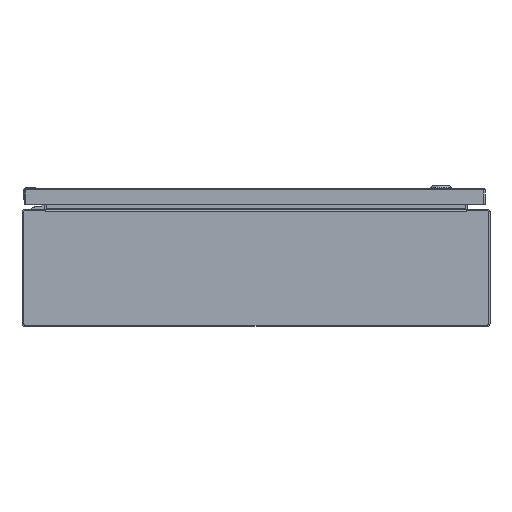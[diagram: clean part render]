
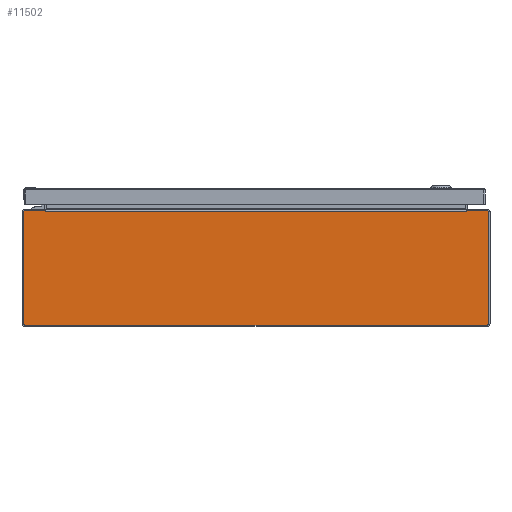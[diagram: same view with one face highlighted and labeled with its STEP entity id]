
A CAD part, front view. The second image highlights one B-rep face of the part: STEP entity #11502.
In plain terms, the highlighted planar face has unit normal (0, -1, 0).
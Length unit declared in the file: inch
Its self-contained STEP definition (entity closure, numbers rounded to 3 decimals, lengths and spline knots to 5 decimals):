
#748 = VERTEX_POINT ( 'NONE', #130165 ) ;
#2944 = DIRECTION ( 'NONE',  ( 1., 0., 0. ) ) ;
#4011 = LINE ( 'NONE', #162675, #61924 ) ;
#5115 = CIRCLE ( 'NONE', #29984, 0.08 ) ;
#7638 = DIRECTION ( 'NONE',  ( 0., 0., -1. ) ) ;
#8205 = VECTOR ( 'NONE', #41649, 39.37008 ) ;
#11502 = ADVANCED_FACE ( 'NONE', ( #136796 ), #164582, .T. ) ;
#13814 = CARTESIAN_POINT ( 'NONE',  ( -10.81836, -12., 2.91 ) ) ;
#13933 = CARTESIAN_POINT ( 'NONE',  ( 11.937, -12., 0. ) ) ;
#16937 = DIRECTION ( 'NONE',  ( 0., 0., -1. ) ) ;
#17380 = LINE ( 'NONE', #13933, #8205 ) ;
#18352 = CARTESIAN_POINT ( 'NONE',  ( -10.82312, -12., 2.937 ) ) ;
#18865 = VECTOR ( 'NONE', #152219, 39.37008 ) ;
#23329 = ORIENTED_EDGE ( 'NONE', *, *, #114528, .T. ) ;
#24316 = VECTOR ( 'NONE', #16937, 39.37008 ) ;
#25301 = CARTESIAN_POINT ( 'NONE',  ( 11.937, -12., 2.857 ) ) ;
#29632 = ORIENTED_EDGE ( 'NONE', *, *, #168189, .T. ) ;
#29984 = AXIS2_PLACEMENT_3D ( 'NONE', #162649, #71475, #126092 ) ;
#31782 = DIRECTION ( 'NONE',  ( 0., -1., 0. ) ) ;
#31887 = CARTESIAN_POINT ( 'NONE',  ( -11.857, -12., -2.937 ) ) ;
#32077 = CARTESIAN_POINT ( 'NONE',  ( 11.857, -12., 2.937 ) ) ;
#33757 = ORIENTED_EDGE ( 'NONE', *, *, #169072, .T. ) ;
#34861 = EDGE_LOOP ( 'NONE', ( #132063, #36758, #37215, #122714, #107929, #162453, #33757, #51377, #29632, #110277, #23329, #38892, #88603, #124574 ) ) ;
#35500 = VERTEX_POINT ( 'NONE', #62435 ) ;
#36758 = ORIENTED_EDGE ( 'NONE', *, *, #105259, .T. ) ;
#37215 = ORIENTED_EDGE ( 'NONE', *, *, #42610, .T. ) ;
#38892 = ORIENTED_EDGE ( 'NONE', *, *, #148145, .T. ) ;
#41254 = CARTESIAN_POINT ( 'NONE',  ( -11.857, -12., -2.857 ) ) ;
#41649 = DIRECTION ( 'NONE',  ( 0., 0., 1. ) ) ;
#42248 = DIRECTION ( 'NONE',  ( 0., 0., -1. ) ) ;
#42610 = EDGE_CURVE ( 'NONE', #86441, #118748, #43747, .T. ) ;
#42732 = VERTEX_POINT ( 'NONE', #18352 ) ;
#43578 = CARTESIAN_POINT ( 'NONE',  ( -10.80578, -12., 2.883 ) ) ;
#43747 = LINE ( 'NONE', #96665, #24316 ) ;
#45764 = CARTESIAN_POINT ( 'NONE',  ( 0., -12., 0. ) ) ;
#46367 = LINE ( 'NONE', #99301, #18865 ) ;
#47666 = VECTOR ( 'NONE', #106562, 39.37008 ) ;
#49919 = EDGE_CURVE ( 'NONE', #112367, #157327, #92179, .T. ) ;
#51377 = ORIENTED_EDGE ( 'NONE', *, *, #129780, .T. ) ;
#52500 = VERTEX_POINT ( 'NONE', #69920 ) ;
#54600 = EDGE_CURVE ( 'NONE', #118748, #112367, #80860, .T. ) ;
#56608 = VECTOR ( 'NONE', #120766, 39.37008 ) ;
#59106 = EDGE_CURVE ( 'NONE', #52500, #133241, #46367, .T. ) ;
#60858 = CARTESIAN_POINT ( 'NONE',  ( 11.857, -12., -2.937 ) ) ;
#61924 = VECTOR ( 'NONE', #121873, 39.37008 ) ;
#62435 = CARTESIAN_POINT ( 'NONE',  ( -10.8136, -12., 2.883 ) ) ;
#62907 = VECTOR ( 'NONE', #98675, 39.37008 ) ;
#68089 = AXIS2_PLACEMENT_3D ( 'NONE', #98735, #116008, #92554 ) ;
#69291 = LINE ( 'NONE', #148238, #90451 ) ;
#69915 = CARTESIAN_POINT ( 'NONE',  ( -11.857, -12., 2.857 ) ) ;
#69920 = CARTESIAN_POINT ( 'NONE',  ( 10.82312, -12., 2.937 ) ) ;
#71475 = DIRECTION ( 'NONE',  ( 0., -1., 0. ) ) ;
#75340 = CARTESIAN_POINT ( 'NONE',  ( -11.937, -12., 2.857 ) ) ;
#76212 = CARTESIAN_POINT ( 'NONE',  ( 10.8136, -12., 2.883 ) ) ;
#80860 = CIRCLE ( 'NONE', #89125, 0.08 ) ;
#83571 = EDGE_CURVE ( 'NONE', #42732, #748, #161222, .T. ) ;
#86441 = VERTEX_POINT ( 'NONE', #75340 ) ;
#87211 = EDGE_CURVE ( 'NONE', #42732, #35500, #132530, .T. ) ;
#88603 = ORIENTED_EDGE ( 'NONE', *, *, #132333, .F. ) ;
#89125 = AXIS2_PLACEMENT_3D ( 'NONE', #41254, #108786, #133980 ) ;
#89287 = VECTOR ( 'NONE', #111681, 39.37008 ) ;
#90451 = VECTOR ( 'NONE', #158713, 39.37008 ) ;
#90598 = CARTESIAN_POINT ( 'NONE',  ( -10.798, -12., 2.883 ) ) ;
#91859 = LINE ( 'NONE', #144776, #47666 ) ;
#92179 = LINE ( 'NONE', #145054, #56608 ) ;
#92554 = DIRECTION ( 'NONE',  ( 0., 0., -1. ) ) ;
#93372 = VECTOR ( 'NONE', #2944, 39.37008 ) ;
#96665 = CARTESIAN_POINT ( 'NONE',  ( -11.937, -12., 0. ) ) ;
#98479 = VERTEX_POINT ( 'NONE', #32077 ) ;
#98663 = DIRECTION ( 'NONE',  ( 0., -1., 0. ) ) ;
#98675 = DIRECTION ( 'NONE',  ( 0.174, 0., -0.985 ) ) ;
#98735 = CARTESIAN_POINT ( 'NONE',  ( 11.857, -12., 2.857 ) ) ;
#99301 = CARTESIAN_POINT ( 'NONE',  ( 10.81836, -12., 2.91 ) ) ;
#101765 = VERTEX_POINT ( 'NONE', #25301 ) ;
#105259 = EDGE_CURVE ( 'NONE', #748, #86441, #139397, .T. ) ;
#106562 = DIRECTION ( 'NONE',  ( -1., 0., 0. ) ) ;
#107929 = ORIENTED_EDGE ( 'NONE', *, *, #49919, .T. ) ;
#108786 = DIRECTION ( 'NONE',  ( 0., -1., 0. ) ) ;
#110277 = ORIENTED_EDGE ( 'NONE', *, *, #59106, .T. ) ;
#111456 = VERTEX_POINT ( 'NONE', #168334 ) ;
#111681 = DIRECTION ( 'NONE',  ( -1., 0., 0. ) ) ;
#112367 = VERTEX_POINT ( 'NONE', #31887 ) ;
#114528 = EDGE_CURVE ( 'NONE', #133241, #162147, #4011, .T. ) ;
#116008 = DIRECTION ( 'NONE',  ( 0., -1., 0. ) ) ;
#118748 = VERTEX_POINT ( 'NONE', #133047 ) ;
#120766 = DIRECTION ( 'NONE',  ( 1., 0., 0. ) ) ;
#121873 = DIRECTION ( 'NONE',  ( -1., 0., 0. ) ) ;
#122140 = CARTESIAN_POINT ( 'NONE',  ( 0., -12., 2.937 ) ) ;
#122714 = ORIENTED_EDGE ( 'NONE', *, *, #54600, .T. ) ;
#123979 = AXIS2_PLACEMENT_3D ( 'NONE', #45764, #98663, #7638 ) ;
#124574 = ORIENTED_EDGE ( 'NONE', *, *, #87211, .F. ) ;
#126092 = DIRECTION ( 'NONE',  ( 0., 0., -1. ) ) ;
#129780 = EDGE_CURVE ( 'NONE', #101765, #98479, #140043, .T. ) ;
#130165 = CARTESIAN_POINT ( 'NONE',  ( -11.857, -12., 2.937 ) ) ;
#131695 = CARTESIAN_POINT ( 'NONE',  ( 10.798, -12., 2.883 ) ) ;
#132063 = ORIENTED_EDGE ( 'NONE', *, *, #83571, .T. ) ;
#132333 = EDGE_CURVE ( 'NONE', #35500, #133857, #161578, .T. ) ;
#132530 = LINE ( 'NONE', #13814, #62907 ) ;
#133047 = CARTESIAN_POINT ( 'NONE',  ( -11.937, -12., -2.857 ) ) ;
#133241 = VERTEX_POINT ( 'NONE', #76212 ) ;
#133838 = AXIS2_PLACEMENT_3D ( 'NONE', #69915, #31782, #42248 ) ;
#133857 = VERTEX_POINT ( 'NONE', #90598 ) ;
#133980 = DIRECTION ( 'NONE',  ( 0., 0., -1. ) ) ;
#136796 = FACE_OUTER_BOUND ( 'NONE', #34861, .T. ) ;
#139397 = CIRCLE ( 'NONE', #133838, 0.08 ) ;
#140043 = CIRCLE ( 'NONE', #68089, 0.08 ) ;
#144776 = CARTESIAN_POINT ( 'NONE',  ( 0., -12., 2.883 ) ) ;
#145054 = CARTESIAN_POINT ( 'NONE',  ( 0., -12., -2.937 ) ) ;
#148145 = EDGE_CURVE ( 'NONE', #162147, #133857, #91859, .T. ) ;
#148238 = CARTESIAN_POINT ( 'NONE',  ( 0., -12., 2.937 ) ) ;
#152219 = DIRECTION ( 'NONE',  ( -0.174, 0., -0.985 ) ) ;
#157327 = VERTEX_POINT ( 'NONE', #60858 ) ;
#158713 = DIRECTION ( 'NONE',  ( -1., 0., 0. ) ) ;
#161222 = LINE ( 'NONE', #122140, #89287 ) ;
#161368 = EDGE_CURVE ( 'NONE', #157327, #111456, #5115, .T. ) ;
#161578 = LINE ( 'NONE', #43578, #93372 ) ;
#162147 = VERTEX_POINT ( 'NONE', #131695 ) ;
#162453 = ORIENTED_EDGE ( 'NONE', *, *, #161368, .T. ) ;
#162649 = CARTESIAN_POINT ( 'NONE',  ( 11.857, -12., -2.857 ) ) ;
#162675 = CARTESIAN_POINT ( 'NONE',  ( 10.80578, -12., 2.883 ) ) ;
#164582 = PLANE ( 'NONE',  #123979 ) ;
#168189 = EDGE_CURVE ( 'NONE', #98479, #52500, #69291, .T. ) ;
#168334 = CARTESIAN_POINT ( 'NONE',  ( 11.937, -12., -2.857 ) ) ;
#169072 = EDGE_CURVE ( 'NONE', #111456, #101765, #17380, .T. ) ;
